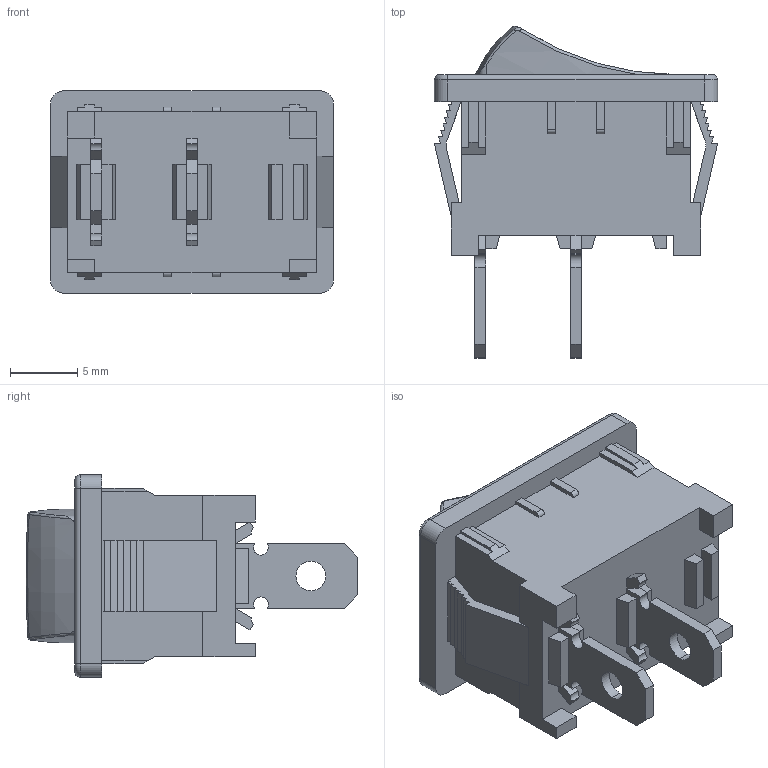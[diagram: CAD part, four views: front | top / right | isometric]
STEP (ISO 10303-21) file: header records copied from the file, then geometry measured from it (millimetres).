
FILE_DESCRIPTION (( 'STEP AP214' ), '1' );
FILE_NAME ('RF1-1A-DC-2-R-1.STEP', '2025-03-09T11:52:30', ( 'LENOVO' ), ( '' ), 'SwSTEP 2.0', 'SolidWorks 2021', '' );
FILE_SCHEMA (( 'AUTOMOTIVE_DESIGN' ));
Length unit declared in the file: millimetre
Products named in the file (1): RF1-1A-DC-2-R-1
Bounding box: 21 x 24.61 x 15 mm (x, y, z)
Volume: 3056 mm3; surface area: 2583.6 mm2
Topology: 9 solids, 9 shells, 251 faces, 668 edges, 441 vertices
Faces by surface type: plane 183, cylinder 56, bspline 7, torus 5
Entity records: 8048 total; most frequent: CARTESIAN_POINT 1638, ORIENTED_EDGE 1336, DIRECTION 1243, EDGE_CURVE 668, VECTOR 531, LINE 531, VERTEX_POINT 441, AXIS2_PLACEMENT_3D 356
